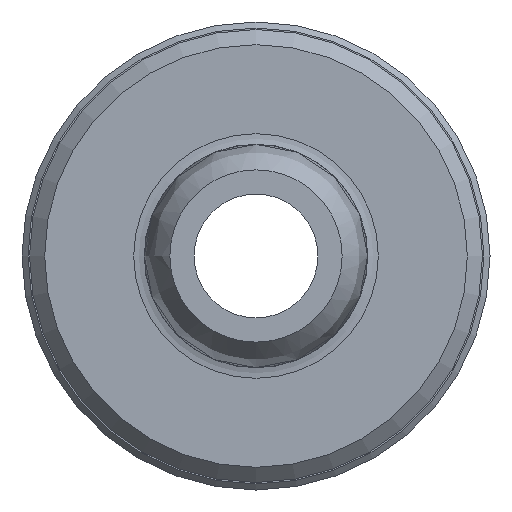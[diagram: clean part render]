
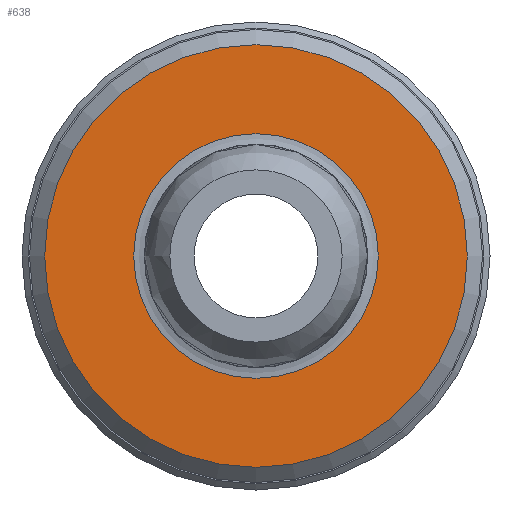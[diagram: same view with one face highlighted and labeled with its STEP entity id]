
A CAD part, left-side view. The second image highlights one B-rep face of the part: STEP entity #638.
In plain terms, the highlighted planar face has unit normal (-1, 0, 0).
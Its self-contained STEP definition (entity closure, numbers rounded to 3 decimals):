
#596=CARTESIAN_POINT('',(25.0,7.,0.));
#597=VERTEX_POINT('',#596);
#598=CARTESIAN_POINT('',(25.0,0.0,0.0));
#599=DIRECTION('',(1.0,0.0,0.0));
#600=DIRECTION('',(0.0,-1.0,0.0));
#601=AXIS2_PLACEMENT_3D('',#598,#599,#600);
#602=CIRCLE('',#601,7.);
#603=EDGE_CURVE('',#597,#597,#602,.T.);
#619=CARTESIAN_POINT('',(25.0,5.275,0.0));
#620=DIRECTION('',(-1.0,0.0,0.0));
#621=DIRECTION('',(0.0,0.0,1.0));
#622=AXIS2_PLACEMENT_3D('',#619,#620,#621);
#623=PLANE('',#622);
#624=ORIENTED_EDGE('',*,*,#603,.F.);
#625=EDGE_LOOP('',(#624));
#626=FACE_OUTER_BOUND('',#625,.T.);
#627=CARTESIAN_POINT('',(25.0,4.05,0.));
#628=VERTEX_POINT('',#627);
#629=CARTESIAN_POINT('',(25.0,0.0,0.0));
#630=DIRECTION('',(-1.0,0.0,0.0));
#631=DIRECTION('',(0.0,-1.0,0.0));
#632=AXIS2_PLACEMENT_3D('',#629,#630,#631);
#633=CIRCLE('',#632,4.05);
#634=EDGE_CURVE('',#628,#628,#633,.T.);
#635=ORIENTED_EDGE('',*,*,#634,.F.);
#636=EDGE_LOOP('',(#635));
#637=FACE_BOUND('',#636,.T.);
#638=ADVANCED_FACE('',(#626,#637),#623,.T.);
